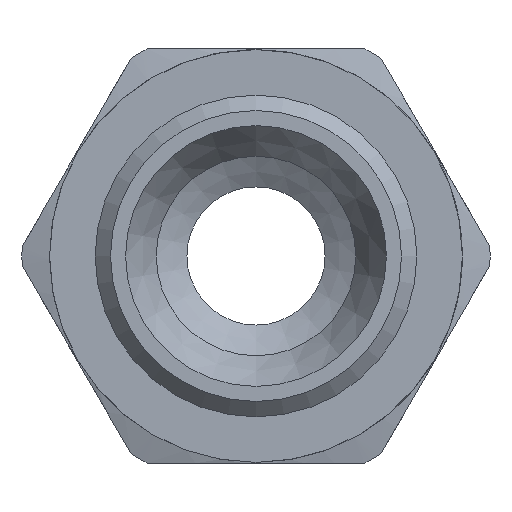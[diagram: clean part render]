
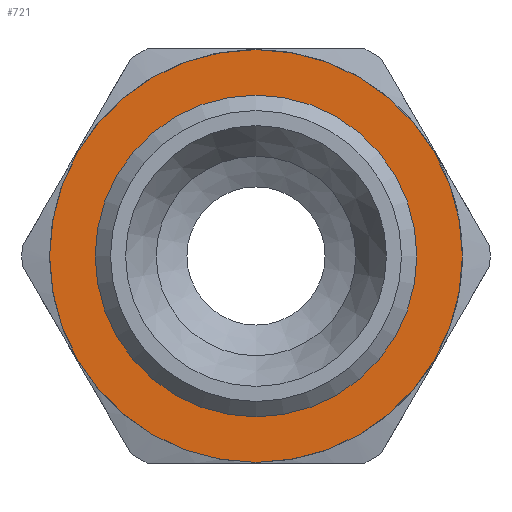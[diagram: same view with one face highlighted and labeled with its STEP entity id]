
A CAD part, front view. The second image highlights one B-rep face of the part: STEP entity #721.
In plain terms, the highlighted planar face has unit normal (0, -1, 0).
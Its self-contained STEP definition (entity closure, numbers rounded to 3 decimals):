
#141=ORIENTED_EDGE('',*,*,#243,.T.);
#142=ORIENTED_EDGE('',*,*,#244,.T.);
#243=EDGE_CURVE('',#289,#289,#323,.F.);
#244=EDGE_CURVE('',#290,#290,#324,.T.);
#289=VERTEX_POINT('',#1113);
#290=VERTEX_POINT('',#1115);
#323=CIRCLE('',#784,10.25);
#324=CIRCLE('',#785,13.45);
#355=EDGE_LOOP('',(#141));
#356=EDGE_LOOP('',(#142));
#413=FACE_BOUND('',#355,.T.);
#414=FACE_BOUND('',#356,.T.);
#453=PLANE('',#783);
#721=ADVANCED_FACE('',(#413,#414),#453,.T.);
#783=AXIS2_PLACEMENT_3D('',#1111,#901,#902);
#784=AXIS2_PLACEMENT_3D('',#1112,#903,#904);
#785=AXIS2_PLACEMENT_3D('',#1114,#905,#906);
#901=DIRECTION('',(0.,-1.,0.));
#902=DIRECTION('',(0.,0.,-1.));
#903=DIRECTION('',(0.,-1.,0.));
#904=DIRECTION('',(0.,0.,-1.));
#905=DIRECTION('',(0.,-1.,0.));
#906=DIRECTION('',(0.,0.,-1.));
#1111=CARTESIAN_POINT('',(0.,14.,9.25));
#1112=CARTESIAN_POINT('',(0.,14.,0.));
#1113=CARTESIAN_POINT('',(0.,14.,-10.25));
#1114=CARTESIAN_POINT('',(0.,14.,0.));
#1115=CARTESIAN_POINT('',(0.,14.,-13.45));
